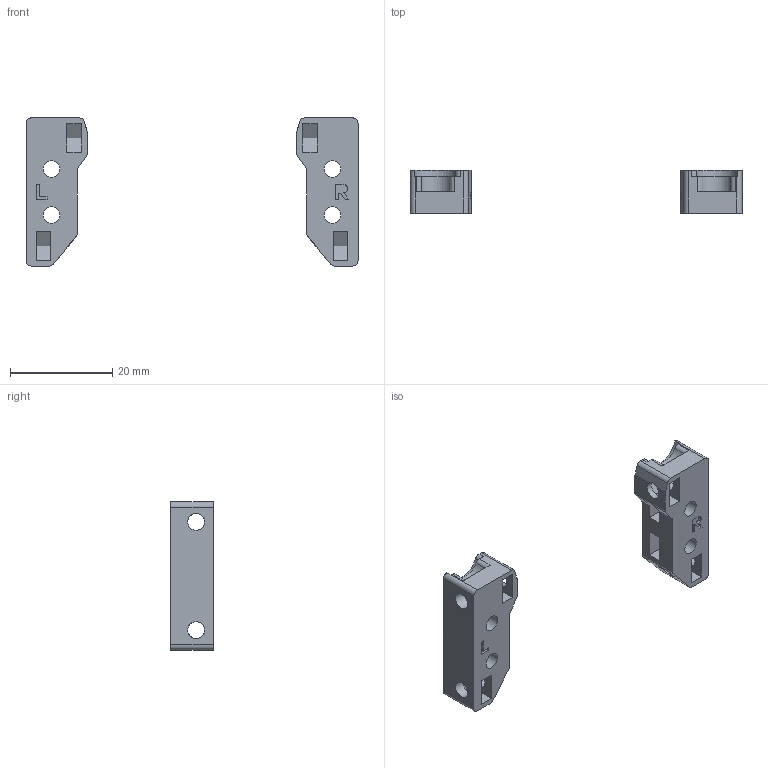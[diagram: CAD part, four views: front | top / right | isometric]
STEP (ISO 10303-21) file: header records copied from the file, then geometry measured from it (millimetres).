
FILE_DESCRIPTION(/* description */ (''),/* implementation_level */ '2;1');
FILE_NAME(/* name */ 'mount Cube.step',/* time_stamp */ '2022-07-17T00:40:06+08:00',/* author */ (''),/* organization */ (''),/* preprocessor_version */ 'ST-DEVELOPER v19',/* originating_system */ 'Autodesk Translation Framework v11.7.0.108',/* authorisation */ '');
FILE_SCHEMA (('AUTOMOTIVE_DESIGN { 1 0 10303 214 3 1 1 }'));
Length unit declared in the file: millimetre
Products named in the file (1): mount Cube
Bounding box: 65 x 8.4 x 29 mm (x, y, z)
Volume: 3488.9 mm3; surface area: 3612.6 mm2
Topology: 2 solids, 2 shells, 146 faces, 408 edges, 272 vertices
Faces by surface type: plane 90, cylinder 46, bspline 10
Full cylindrical faces by diameter (mm): 3.2 x8, 3.3 x8
Entity records: 4898 total; most frequent: CARTESIAN_POINT 1017, ORIENTED_EDGE 816, DIRECTION 756, EDGE_CURVE 408, LINE 286, VECTOR 286, VERTEX_POINT 272, AXIS2_PLACEMENT_3D 235
